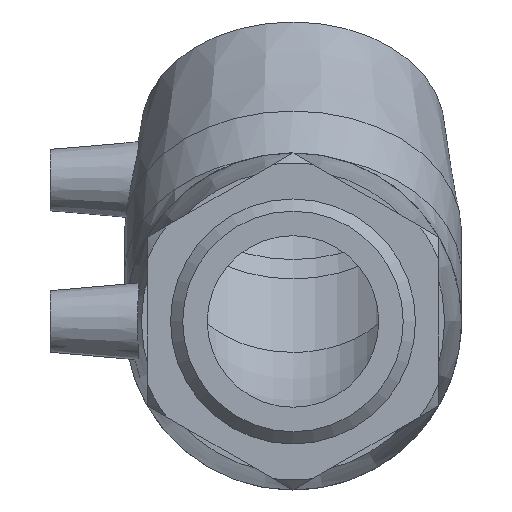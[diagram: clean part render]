
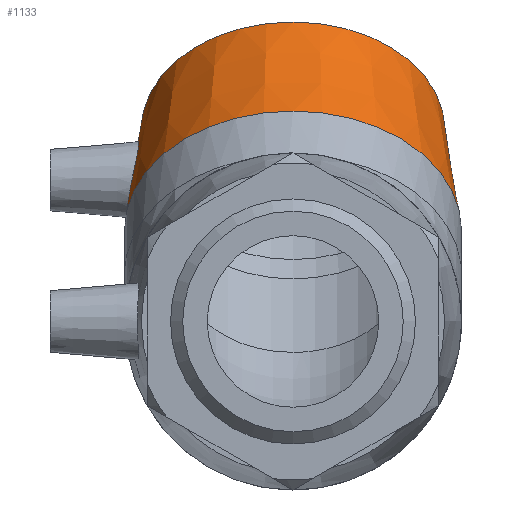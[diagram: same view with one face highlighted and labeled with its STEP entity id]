
A CAD part, left-side view. The second image highlights one B-rep face of the part: STEP entity #1133.
In plain terms, the highlighted conical face has half-angle 6.729 degrees and reference radius 38.95 mm.
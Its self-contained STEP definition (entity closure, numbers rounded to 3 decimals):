
#18=B_SPLINE_CURVE_WITH_KNOTS('',3,(#2083,#2084,#2085,#2086,#2087,#2088,
#2089,#2090,#2091,#2092,#2093,#2094,#2095,#2096,#2097,#2098,#2099,#2100,
#2101,#2102,#2103,#2104,#2105,#2106,#2107,#2108,#2109,#2110,#2111,#2112,
#2113,#2114,#2115,#2116),.UNSPECIFIED.,.T.,.F.,(4,2,2,2,2,2,2,2,2,2,2,2,
2,2,2,2,4),(0.,0.343,0.687,1.032,1.378,
1.723,2.069,2.412,2.755,3.121,
3.487,3.845,4.203,4.561,4.919,
5.285,5.651),.UNSPECIFIED.);
#214=FACE_BOUND('',#400,.T.);
#215=FACE_BOUND('',#401,.T.);
#293=FACE_OUTER_BOUND('',#399,.T.);
#399=EDGE_LOOP('',(#1013));
#400=EDGE_LOOP('',(#1014));
#401=EDGE_LOOP('',(#1015));
#468=CIRCLE('',#1257,41.);
#472=CIRCLE('',#1267,36.9);
#577=VERTEX_POINT('',#2078);
#578=VERTEX_POINT('',#2082);
#582=VERTEX_POINT('',#2127);
#724=EDGE_CURVE('',#577,#577,#468,.T.);
#726=EDGE_CURVE('',#578,#578,#18,.T.);
#730=EDGE_CURVE('',#582,#582,#472,.T.);
#1013=ORIENTED_EDGE('',*,*,#724,.F.);
#1014=ORIENTED_EDGE('',*,*,#726,.T.);
#1015=ORIENTED_EDGE('',*,*,#730,.T.);
#1062=CONICAL_SURFACE('',#1268,38.95,6.729);
#1133=ADVANCED_FACE('',(#293,#214,#215),#1062,.T.);
#1257=AXIS2_PLACEMENT_3D('',#2079,#1543,#1544);
#1267=AXIS2_PLACEMENT_3D('',#2128,#1563,#1564);
#1268=AXIS2_PLACEMENT_3D('',#2129,#1565,#1566);
#1543=DIRECTION('center_axis',(-0.707,0.,
-0.707));
#1544=DIRECTION('ref_axis',(-0.707,0.,0.707));
#1563=DIRECTION('center_axis',(-0.707,0.,
-0.707));
#1564=DIRECTION('ref_axis',(-0.707,0.,0.707));
#1565=DIRECTION('center_axis',(-0.707,0.,
-0.707));
#1566=DIRECTION('ref_axis',(0.,1.,0.));
#2078=CARTESIAN_POINT('',(22.196,41.,22.196));
#2079=CARTESIAN_POINT('Origin',(22.196,0.,22.196));
#2082=CARTESIAN_POINT('',(41.265,37.782,28.043));
#2083=CARTESIAN_POINT('Ctrl Pts',(41.265,37.782,28.043));
#2084=CARTESIAN_POINT('Ctrl Pts',(42.046,37.651,28.87));
#2085=CARTESIAN_POINT('Ctrl Pts',(42.719,37.571,29.91));
#2086=CARTESIAN_POINT('Ctrl Pts',(43.592,37.527,32.177));
#2087=CARTESIAN_POINT('Ctrl Pts',(43.793,37.56,33.403));
#2088=CARTESIAN_POINT('Ctrl Pts',(43.749,37.656,35.697));
#2089=CARTESIAN_POINT('Ctrl Pts',(43.499,37.725,36.92));
#2090=CARTESIAN_POINT('Ctrl Pts',(42.538,37.829,39.17));
#2091=CARTESIAN_POINT('Ctrl Pts',(41.826,37.86,40.198));
#2092=CARTESIAN_POINT('Ctrl Pts',(40.198,37.86,41.826));
#2093=CARTESIAN_POINT('Ctrl Pts',(39.17,37.829,42.538));
#2094=CARTESIAN_POINT('Ctrl Pts',(36.92,37.725,43.499));
#2095=CARTESIAN_POINT('Ctrl Pts',(35.697,37.656,43.749));
#2096=CARTESIAN_POINT('Ctrl Pts',(33.403,37.56,43.793));
#2097=CARTESIAN_POINT('Ctrl Pts',(32.177,37.527,43.592));
#2098=CARTESIAN_POINT('Ctrl Pts',(29.91,37.571,42.719));
#2099=CARTESIAN_POINT('Ctrl Pts',(28.87,37.651,42.046));
#2100=CARTESIAN_POINT('Ctrl Pts',(27.163,37.92,40.434));
#2101=CARTESIAN_POINT('Ctrl Pts',(26.409,38.133,39.372));
#2102=CARTESIAN_POINT('Ctrl Pts',(25.412,38.631,37.041));
#2103=CARTESIAN_POINT('Ctrl Pts',(25.168,38.913,35.772));
#2104=CARTESIAN_POINT('Ctrl Pts',(25.165,39.397,33.408));
#2105=CARTESIAN_POINT('Ctrl Pts',(25.397,39.632,32.154));
#2106=CARTESIAN_POINT('Ctrl Pts',(26.355,39.957,29.835));
#2107=CARTESIAN_POINT('Ctrl Pts',(27.081,40.044,28.769));
#2108=CARTESIAN_POINT('Ctrl Pts',(28.769,40.044,27.081));
#2109=CARTESIAN_POINT('Ctrl Pts',(29.835,39.957,26.355));
#2110=CARTESIAN_POINT('Ctrl Pts',(32.154,39.632,25.397));
#2111=CARTESIAN_POINT('Ctrl Pts',(33.408,39.397,25.165));
#2112=CARTESIAN_POINT('Ctrl Pts',(35.772,38.913,25.168));
#2113=CARTESIAN_POINT('Ctrl Pts',(37.041,38.631,25.412));
#2114=CARTESIAN_POINT('Ctrl Pts',(39.372,38.133,26.409));
#2115=CARTESIAN_POINT('Ctrl Pts',(40.434,37.92,27.163));
#2116=CARTESIAN_POINT('Ctrl Pts',(41.265,37.782,28.043));
#2127=CARTESIAN_POINT('',(46.768,36.9,46.768));
#2128=CARTESIAN_POINT('Origin',(46.768,0.,46.768));
#2129=CARTESIAN_POINT('Origin',(34.482,0.,34.482));
